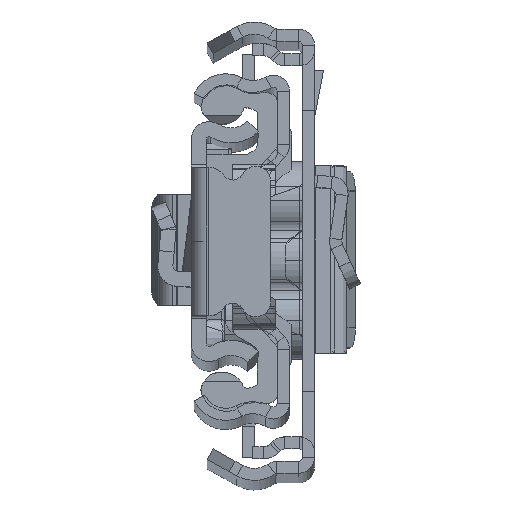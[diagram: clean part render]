
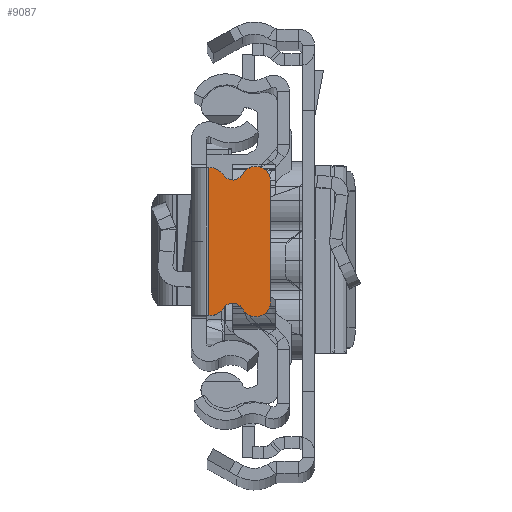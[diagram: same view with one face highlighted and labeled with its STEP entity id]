
A CAD part, top view. The second image highlights one B-rep face of the part: STEP entity #9087.
In plain terms, the highlighted planar face has unit normal (0, 0, 1).
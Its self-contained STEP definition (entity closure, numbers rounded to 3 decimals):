
#232 = DIRECTION ( 'NONE',  ( 0., 0., -1. ) ) ;
#258 = CIRCLE ( 'NONE', #4804, 1.1 ) ;
#454 = CARTESIAN_POINT ( 'NONE',  ( -6.429, -6., 0. ) ) ;
#1176 = ORIENTED_EDGE ( 'NONE', *, *, #3601, .T. ) ;
#1209 = EDGE_LOOP ( 'NONE', ( #22241, #15473, #19656, #11759, #7365, #19951, #22499, #1176, #16877, #21480 ) ) ;
#1587 = DIRECTION ( 'NONE',  ( 0., -1., 0. ) ) ;
#1852 = EDGE_CURVE ( 'NONE', #20557, #20518, #12078, .T. ) ;
#2852 = DIRECTION ( 'NONE',  ( 1., 0., 0. ) ) ;
#2982 = AXIS2_PLACEMENT_3D ( 'NONE', #23234, #11493, #15476 ) ;
#3601 = EDGE_CURVE ( 'NONE', #15390, #12939, #9265, .T. ) ;
#3659 = AXIS2_PLACEMENT_3D ( 'NONE', #8768, #6588, #2852 ) ;
#3716 = CARTESIAN_POINT ( 'NONE',  ( -1.929, 5.87, 0. ) ) ;
#3785 = CARTESIAN_POINT ( 'NONE',  ( -1.75, 0., 0. ) ) ;
#3919 = DIRECTION ( 'NONE',  ( 1., 0., 0. ) ) ;
#4023 = LINE ( 'NONE', #3785, #16785 ) ;
#4357 = CARTESIAN_POINT ( 'NONE',  ( -4.142, -7.236, 0. ) ) ;
#4614 = DIRECTION ( 'NONE',  ( -1., 0., 0. ) ) ;
#4804 = AXIS2_PLACEMENT_3D ( 'NONE', #9947, #15730, #3919 ) ;
#5394 = VERTEX_POINT ( 'NONE', #11763 ) ;
#5861 = CARTESIAN_POINT ( 'NONE',  ( -7.929, 6., 0. ) ) ;
#5989 = AXIS2_PLACEMENT_3D ( 'NONE', #4357, #232, #4614 ) ;
#6588 = DIRECTION ( 'NONE',  ( 0., 0., 1. ) ) ;
#7029 = VECTOR ( 'NONE', #20884, 1000. ) ;
#7070 = AXIS2_PLACEMENT_3D ( 'NONE', #454, #8302, #14451 ) ;
#7100 = CIRCLE ( 'NONE', #2982, 1.5 ) ;
#7365 = ORIENTED_EDGE ( 'NONE', *, *, #14410, .T. ) ;
#7965 = DIRECTION ( 'NONE',  ( 0., -1., 0. ) ) ;
#7999 = VECTOR ( 'NONE', #7965, 1000. ) ;
#8302 = DIRECTION ( 'NONE',  ( 0., 0., 1. ) ) ;
#8343 = VECTOR ( 'NONE', #19796, 1000. ) ;
#8659 = VERTEX_POINT ( 'NONE', #11415 ) ;
#8669 = EDGE_CURVE ( 'NONE', #13379, #5394, #8970, .T. ) ;
#8768 = CARTESIAN_POINT ( 'NONE',  ( 544.071, 0., 0. ) ) ;
#8970 = CIRCLE ( 'NONE', #14286, 1.5 ) ;
#9087 = ADVANCED_FACE ( 'NONE', ( #10313 ), #20358, .T. ) ;
#9235 = CARTESIAN_POINT ( 'NONE',  ( -3.206, -6.658, 0. ) ) ;
#9265 = CIRCLE ( 'NONE', #5989, 1.1 ) ;
#9947 = CARTESIAN_POINT ( 'NONE',  ( -4.142, 7.236, 0. ) ) ;
#10021 = DIRECTION ( 'NONE',  ( 1., 0., 0. ) ) ;
#10313 = FACE_OUTER_BOUND ( 'NONE', #1209, .T. ) ;
#10743 = CARTESIAN_POINT ( 'NONE',  ( -5.109, -6.713, 0. ) ) ;
#11052 = EDGE_CURVE ( 'NONE', #13379, #8659, #20761, .T. ) ;
#11415 = CARTESIAN_POINT ( 'NONE',  ( -1.75, 7.37, 0. ) ) ;
#11493 = DIRECTION ( 'NONE',  ( 0., 0., 1. ) ) ;
#11759 = ORIENTED_EDGE ( 'NONE', *, *, #16635, .T. ) ;
#11763 = CARTESIAN_POINT ( 'NONE',  ( -3.206, 6.658, 0. ) ) ;
#11932 = CARTESIAN_POINT ( 'NONE',  ( -1.929, -7.37, 0. ) ) ;
#11951 = DIRECTION ( 'NONE',  ( 0., 0., 1. ) ) ;
#12078 = LINE ( 'NONE', #15923, #7999 ) ;
#12939 = VERTEX_POINT ( 'NONE', #9235 ) ;
#13379 = VERTEX_POINT ( 'NONE', #23003 ) ;
#13437 = CARTESIAN_POINT ( 'NONE',  ( -5.109, 6.713, 0. ) ) ;
#13463 = CIRCLE ( 'NONE', #19248, 1.5 ) ;
#14286 = AXIS2_PLACEMENT_3D ( 'NONE', #3716, #23162, #19400 ) ;
#14410 = EDGE_CURVE ( 'NONE', #19659, #20557, #7100, .T. ) ;
#14451 = DIRECTION ( 'NONE',  ( 1., 0., 0. ) ) ;
#14818 = EDGE_CURVE ( 'NONE', #24725, #17518, #19414, .T. ) ;
#14948 = CARTESIAN_POINT ( 'NONE',  ( -1.929, 7.37, 0. ) ) ;
#15390 = VERTEX_POINT ( 'NONE', #10743 ) ;
#15473 = ORIENTED_EDGE ( 'NONE', *, *, #11052, .F. ) ;
#15476 = DIRECTION ( 'NONE',  ( -1., 0., 0. ) ) ;
#15730 = DIRECTION ( 'NONE',  ( 0., 0., -1. ) ) ;
#15923 = CARTESIAN_POINT ( 'NONE',  ( -7.929, -6., 0. ) ) ;
#16635 = EDGE_CURVE ( 'NONE', #5394, #19659, #258, .T. ) ;
#16785 = VECTOR ( 'NONE', #1587, 1000. ) ;
#16877 = ORIENTED_EDGE ( 'NONE', *, *, #17880, .T. ) ;
#16914 = CIRCLE ( 'NONE', #7070, 1.5 ) ;
#17518 = VERTEX_POINT ( 'NONE', #22431 ) ;
#17880 = EDGE_CURVE ( 'NONE', #12939, #17518, #13463, .T. ) ;
#18110 = CARTESIAN_POINT ( 'NONE',  ( -7.929, -6., 0. ) ) ;
#18500 = EDGE_CURVE ( 'NONE', #8659, #24725, #4023, .T. ) ;
#19248 = AXIS2_PLACEMENT_3D ( 'NONE', #19811, #11951, #10021 ) ;
#19400 = DIRECTION ( 'NONE',  ( -1., 0., 0. ) ) ;
#19414 = LINE ( 'NONE', #11932, #8343 ) ;
#19656 = ORIENTED_EDGE ( 'NONE', *, *, #8669, .T. ) ;
#19659 = VERTEX_POINT ( 'NONE', #13437 ) ;
#19796 = DIRECTION ( 'NONE',  ( -1., 0., 0. ) ) ;
#19811 = CARTESIAN_POINT ( 'NONE',  ( -1.929, -5.87, 0. ) ) ;
#19951 = ORIENTED_EDGE ( 'NONE', *, *, #1852, .T. ) ;
#20358 = PLANE ( 'NONE',  #3659 ) ;
#20518 = VERTEX_POINT ( 'NONE', #18110 ) ;
#20557 = VERTEX_POINT ( 'NONE', #5861 ) ;
#20761 = LINE ( 'NONE', #14948, #7029 ) ;
#20833 = EDGE_CURVE ( 'NONE', #20518, #15390, #16914, .T. ) ;
#20884 = DIRECTION ( 'NONE',  ( 1., 0., 0. ) ) ;
#21480 = ORIENTED_EDGE ( 'NONE', *, *, #14818, .F. ) ;
#22241 = ORIENTED_EDGE ( 'NONE', *, *, #18500, .F. ) ;
#22431 = CARTESIAN_POINT ( 'NONE',  ( -1.929, -7.37, 0. ) ) ;
#22499 = ORIENTED_EDGE ( 'NONE', *, *, #20833, .T. ) ;
#23003 = CARTESIAN_POINT ( 'NONE',  ( -1.929, 7.37, 0. ) ) ;
#23162 = DIRECTION ( 'NONE',  ( 0., 0., 1. ) ) ;
#23234 = CARTESIAN_POINT ( 'NONE',  ( -6.429, 6., 0. ) ) ;
#23757 = CARTESIAN_POINT ( 'NONE',  ( -1.75, -7.37, 0. ) ) ;
#24725 = VERTEX_POINT ( 'NONE', #23757 ) ;
